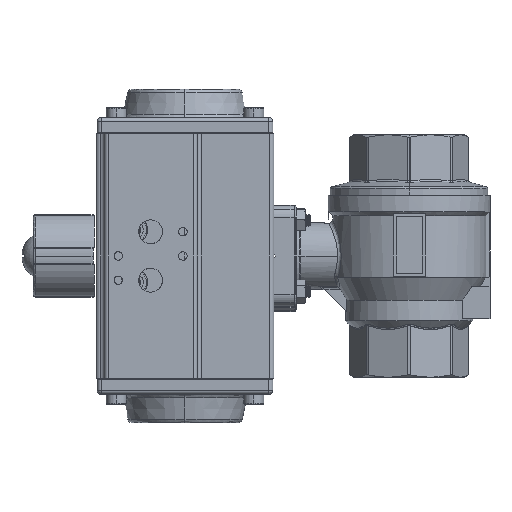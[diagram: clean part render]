
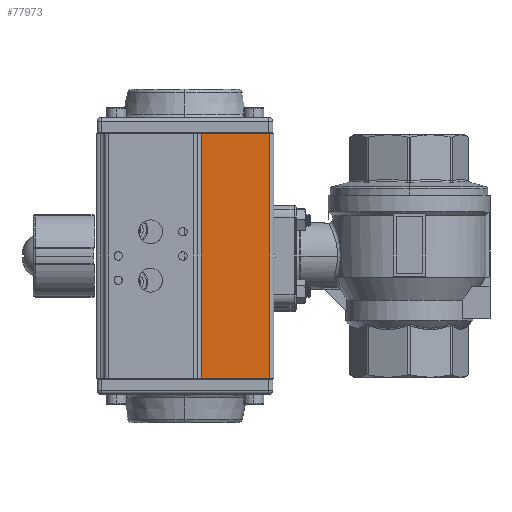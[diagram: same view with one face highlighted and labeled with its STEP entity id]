
A CAD part, left-side view. The second image highlights one B-rep face of the part: STEP entity #77973.
In plain terms, the highlighted planar face has unit normal (1, 0, 0).
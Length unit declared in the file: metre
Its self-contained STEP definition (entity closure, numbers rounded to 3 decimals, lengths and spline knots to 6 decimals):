
#6510 = CARTESIAN_POINT ( 'NONE',  ( -0.038324, -0.06151, 0.1045 ) ) ;
#8842 = CARTESIAN_POINT ( 'NONE',  ( -0.038324, -0.02751, 0.2255 ) ) ;
#10560 = CARTESIAN_POINT ( 'NONE',  ( -0.038324, -0.06151, 0.2255 ) ) ;
#10585 = EDGE_CURVE ( 'NONE', #65420, #37649, #23560, .T. ) ;
#13400 = VECTOR ( 'NONE', #55443, 1. ) ;
#15840 = VERTEX_POINT ( 'NONE', #10560 ) ;
#17050 = ORIENTED_EDGE ( 'NONE', *, *, #42854, .T. ) ;
#17796 = CARTESIAN_POINT ( 'NONE',  ( -0.038324, -0.06151, 0.1045 ) ) ;
#18821 = FACE_OUTER_BOUND ( 'NONE', #70089, .T. ) ;
#19371 = LINE ( 'NONE', #75650, #20318 ) ;
#20318 = VECTOR ( 'NONE', #68354, 1. ) ;
#23560 = LINE ( 'NONE', #72997, #62417 ) ;
#37649 = VERTEX_POINT ( 'NONE', #39116 ) ;
#38986 = ORIENTED_EDGE ( 'NONE', *, *, #46735, .T. ) ;
#39116 = CARTESIAN_POINT ( 'NONE',  ( -0.038324, -0.02751, 0.2255 ) ) ;
#42854 = EDGE_CURVE ( 'NONE', #37649, #15840, #57045, .T. ) ;
#42905 = LINE ( 'NONE', #17796, #13400 ) ;
#44780 = VECTOR ( 'NONE', #50962, 1. ) ;
#46735 = EDGE_CURVE ( 'NONE', #15840, #55747, #42905, .T. ) ;
#49937 = ORIENTED_EDGE ( 'NONE', *, *, #57543, .T. ) ;
#50962 = DIRECTION ( 'NONE',  ( 0., -1., 0. ) ) ;
#55443 = DIRECTION ( 'NONE',  ( 0., 0., -1. ) ) ;
#55747 = VERTEX_POINT ( 'NONE', #6510 ) ;
#57045 = LINE ( 'NONE', #8842, #44780 ) ;
#57543 = EDGE_CURVE ( 'NONE', #55747, #65420, #19371, .T. ) ;
#62417 = VECTOR ( 'NONE', #67305, 1. ) ;
#65420 = VERTEX_POINT ( 'NONE', #72124 ) ;
#67305 = DIRECTION ( 'NONE',  ( 0., 0., 1. ) ) ;
#68201 = PLANE ( 'NONE',  #72800 ) ;
#68354 = DIRECTION ( 'NONE',  ( 0., 1., 0. ) ) ;
#70089 = EDGE_LOOP ( 'NONE', ( #74778, #17050, #38986, #49937 ) ) ;
#72124 = CARTESIAN_POINT ( 'NONE',  ( -0.038324, -0.02751, 0.1045 ) ) ;
#72800 = AXIS2_PLACEMENT_3D ( 'NONE', #73913, #73098, #74703 ) ;
#72997 = CARTESIAN_POINT ( 'NONE',  ( -0.038324, -0.02751, 0.1045 ) ) ;
#73098 = DIRECTION ( 'NONE',  ( 1., 0., 0. ) ) ;
#73913 = CARTESIAN_POINT ( 'NONE',  ( -0.038324, -0.02751, 0.1045 ) ) ;
#74703 = DIRECTION ( 'NONE',  ( 0., 1., 0. ) ) ;
#74778 = ORIENTED_EDGE ( 'NONE', *, *, #10585, .T. ) ;
#75650 = CARTESIAN_POINT ( 'NONE',  ( -0.038324, -0.02751, 0.1045 ) ) ;
#77973 = ADVANCED_FACE ( 'NONE', ( #18821 ), #68201, .T. ) ;
